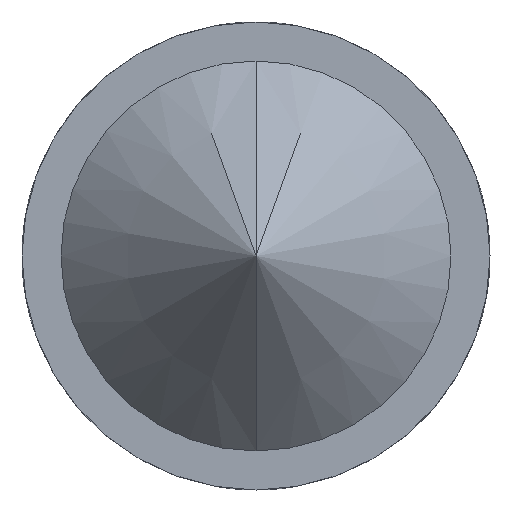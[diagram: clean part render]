
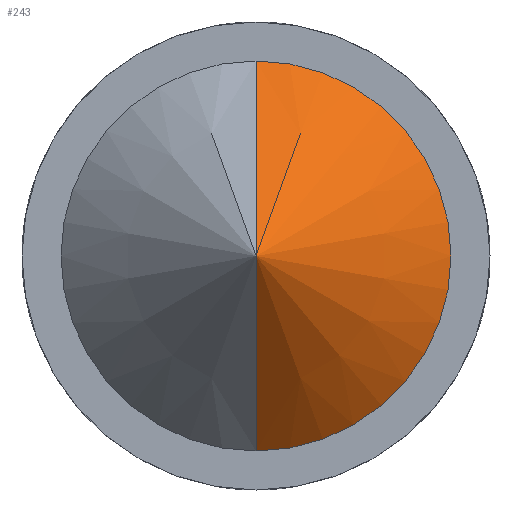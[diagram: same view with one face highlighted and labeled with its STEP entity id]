
A CAD part, front view. The second image highlights one B-rep face of the part: STEP entity #243.
In plain terms, the highlighted conical face has half-angle 45 degrees and reference radius 2.5 mm.
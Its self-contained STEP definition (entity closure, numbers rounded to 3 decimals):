
#52 = LINE ( 'NONE', #534, #363 ) ;
#54 = LINE ( 'NONE', #537, #351 ) ;
#74 = FACE_OUTER_BOUND ( 'NONE', #134, .T. ) ;
#93 = VERTEX_POINT ( 'NONE', #626 ) ;
#94 = VERTEX_POINT ( 'NONE', #621 ) ;
#119 = VERTEX_POINT ( 'NONE', #550 ) ;
#134 = EDGE_LOOP ( 'NONE', ( #203, #205, #204 ) ) ;
#203 = ORIENTED_EDGE ( 'NONE', *, *, #267, .F. ) ;
#204 = ORIENTED_EDGE ( 'NONE', *, *, #268, .F. ) ;
#205 = ORIENTED_EDGE ( 'NONE', *, *, #266, .T. ) ;
#243 = ADVANCED_FACE ( 'NONE', ( #74 ), #514, .T. ) ;
#266 = EDGE_CURVE ( 'NONE', #93, #119, #54, .T. ) ;
#267 = EDGE_CURVE ( 'NONE', #93, #94, #52, .T. ) ;
#268 = EDGE_CURVE ( 'NONE', #94, #119, #344, .T. ) ;
#344 = CIRCLE ( 'NONE', #356, 2.5 ) ;
#351 = VECTOR ( 'NONE', #536, 1000. ) ;
#356 = AXIS2_PLACEMENT_3D ( 'NONE', #532, #531, #530 ) ;
#363 = VECTOR ( 'NONE', #533, 1000. ) ;
#514 = CONICAL_SURFACE ( 'NONE', #516, 2.5, 0.785 ) ;
#516 = AXIS2_PLACEMENT_3D ( 'NONE', #665, #664, #663 ) ;
#530 = DIRECTION ( 'NONE',  ( 0., 0., 1. ) ) ;
#531 = DIRECTION ( 'NONE',  ( 0., 1., 0. ) ) ;
#532 = CARTESIAN_POINT ( 'NONE',  ( 0., -20., 0. ) ) ;
#533 = DIRECTION ( 'NONE',  ( 0., 0.707, 0.707 ) ) ;
#534 = CARTESIAN_POINT ( 'NONE',  ( 0., -20., 2.5 ) ) ;
#536 = DIRECTION ( 'NONE',  ( 0., 0.707, -0.707 ) ) ;
#537 = CARTESIAN_POINT ( 'NONE',  ( 0., -20., -2.5 ) ) ;
#550 = CARTESIAN_POINT ( 'NONE',  ( 0., -20., -2.5 ) ) ;
#621 = CARTESIAN_POINT ( 'NONE',  ( 0., -20., 2.5 ) ) ;
#626 = CARTESIAN_POINT ( 'NONE',  ( 0., -22.5, 0. ) ) ;
#663 = DIRECTION ( 'NONE',  ( 0., 0., 1. ) ) ;
#664 = DIRECTION ( 'NONE',  ( 0., 1., 0. ) ) ;
#665 = CARTESIAN_POINT ( 'NONE',  ( 0., -20., 0. ) ) ;
